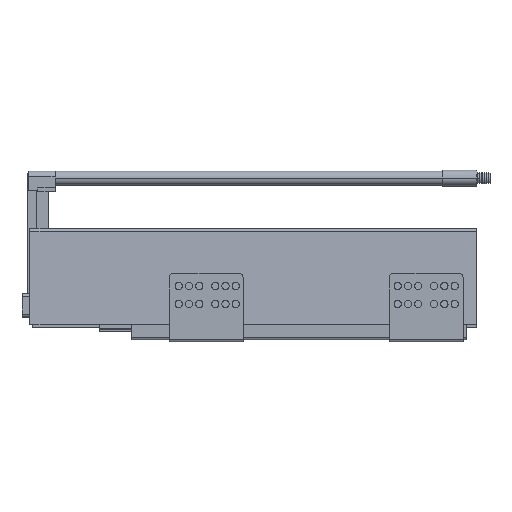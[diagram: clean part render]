
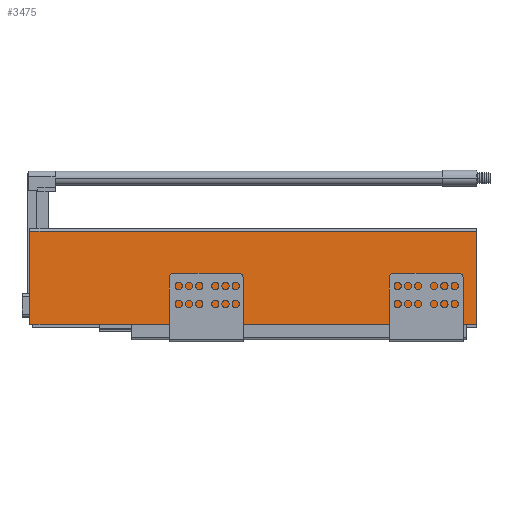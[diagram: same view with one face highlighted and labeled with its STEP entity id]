
A CAD part, top view. The second image highlights one B-rep face of the part: STEP entity #3475.
In plain terms, the highlighted planar face has unit normal (0, 0.052, 0.999).
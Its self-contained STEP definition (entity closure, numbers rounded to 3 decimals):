
#146 = DIRECTION ( 'NONE',  ( 1., 0., 0. ) ) ;
#532 = VERTEX_POINT ( 'NONE', #11654 ) ;
#902 = AXIS2_PLACEMENT_3D ( 'NONE', #8634, #1305, #11399 ) ;
#1305 = DIRECTION ( 'NONE',  ( 0., 0.052, 0.999 ) ) ;
#1657 = VECTOR ( 'NONE', #5521, 1000. ) ;
#1946 = CARTESIAN_POINT ( 'NONE',  ( 0., 82.129, 62.296 ) ) ;
#2433 = VECTOR ( 'NONE', #8921, 1000. ) ;
#2746 = VERTEX_POINT ( 'NONE', #5085 ) ;
#3475 = ADVANCED_FACE ( 'NONE', ( #10555 ), #6770, .T. ) ;
#4490 = EDGE_LOOP ( 'NONE', ( #4929, #5917, #8263, #4729 ) ) ;
#4729 = ORIENTED_EDGE ( 'NONE', *, *, #10704, .T. ) ;
#4748 = LINE ( 'NONE', #8428, #5051 ) ;
#4929 = ORIENTED_EDGE ( 'NONE', *, *, #8810, .T. ) ;
#5051 = VECTOR ( 'NONE', #146, 1000. ) ;
#5060 = EDGE_CURVE ( 'NONE', #2746, #5216, #11147, .T. ) ;
#5085 = CARTESIAN_POINT ( 'NONE',  ( -392., 0., 66.6 ) ) ;
#5216 = VERTEX_POINT ( 'NONE', #11389 ) ;
#5521 = DIRECTION ( 'NONE',  ( 0., 0.999, -0.052 ) ) ;
#5770 = VECTOR ( 'NONE', #8436, 1000. ) ;
#5917 = ORIENTED_EDGE ( 'NONE', *, *, #7063, .F. ) ;
#6077 = CARTESIAN_POINT ( 'NONE',  ( -392., 0., 66.6 ) ) ;
#6770 = PLANE ( 'NONE',  #902 ) ;
#6991 = LINE ( 'NONE', #6077, #2433 ) ;
#7063 = EDGE_CURVE ( 'NONE', #5216, #11472, #4748, .T. ) ;
#8263 = ORIENTED_EDGE ( 'NONE', *, *, #5060, .F. ) ;
#8428 = CARTESIAN_POINT ( 'NONE',  ( -392., 82.129, 62.296 ) ) ;
#8436 = DIRECTION ( 'NONE',  ( 0., 0.999, -0.052 ) ) ;
#8634 = CARTESIAN_POINT ( 'NONE',  ( -392., 0., 66.6 ) ) ;
#8810 = EDGE_CURVE ( 'NONE', #532, #11472, #9378, .T. ) ;
#8921 = DIRECTION ( 'NONE',  ( 1., 0., 0. ) ) ;
#9378 = LINE ( 'NONE', #10345, #1657 ) ;
#10188 = CARTESIAN_POINT ( 'NONE',  ( -392., 0., 66.6 ) ) ;
#10345 = CARTESIAN_POINT ( 'NONE',  ( 0., 0., 66.6 ) ) ;
#10555 = FACE_OUTER_BOUND ( 'NONE', #4490, .T. ) ;
#10704 = EDGE_CURVE ( 'NONE', #2746, #532, #6991, .T. ) ;
#11147 = LINE ( 'NONE', #10188, #5770 ) ;
#11389 = CARTESIAN_POINT ( 'NONE',  ( -392., 82.129, 62.296 ) ) ;
#11399 = DIRECTION ( 'NONE',  ( 0., 0.999, -0.052 ) ) ;
#11472 = VERTEX_POINT ( 'NONE', #1946 ) ;
#11654 = CARTESIAN_POINT ( 'NONE',  ( 0., 0., 66.6 ) ) ;
